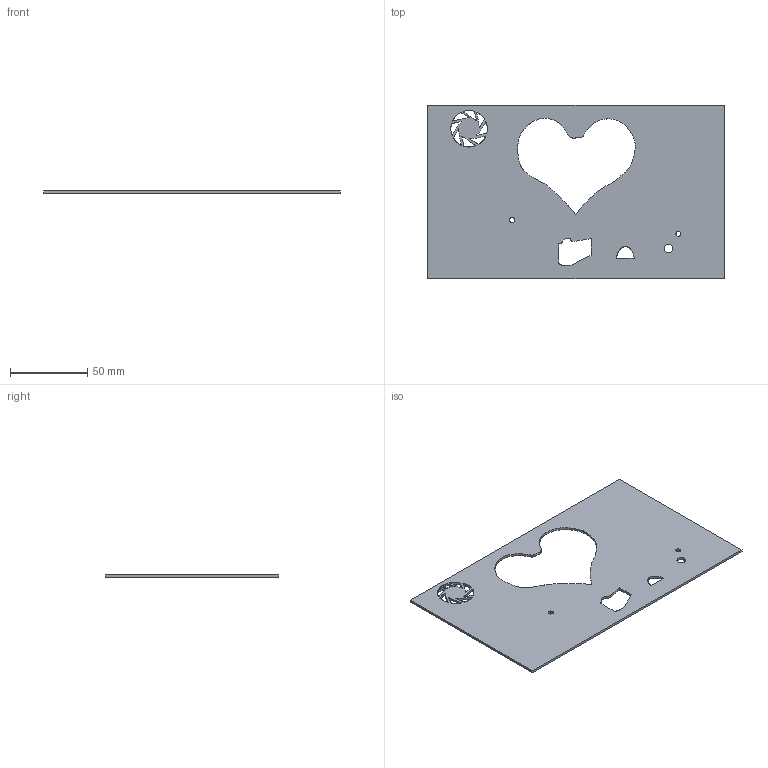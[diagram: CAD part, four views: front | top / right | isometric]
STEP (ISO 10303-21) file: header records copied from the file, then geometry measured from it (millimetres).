
FILE_DESCRIPTION(('KiCad electronic assembly'),'2;1');
FILE_NAME('proto-for-mfg-board-cutouts.step','2025-04-26T15:43:01',( 'Pcbnew'),('Kicad'),'Open CASCADE STEP processor 7.8', 'KiCad to STEP converter','Unknown');
FILE_SCHEMA(('AUTOMOTIVE_DESIGN { 1 0 10303 214 1 1 1 1 }'));
Length unit declared in the file: millimetre
Products named in the file (2): proto-for-mfg-board-cutouts 1; proto-for-mfg-board-cutouts_PCB
Assembly tree (1 placements, depth 2):
  proto-for-mfg-board-cutouts 1
    proto-for-mfg-board-cutouts_PCB
Bounding box: 191.36 x 111.88 x 1.51 mm (x, y, z)
Volume: 26907.8 mm3; surface area: 37406.5 mm2
Topology: 1 solids, 1 shells, 1088 faces, 3258 edges, 2172 vertices
Faces by surface type: plane 1085, cylinder 3
Full cylindrical faces by diameter (mm): 3.2 x1, 3.408 x1, 5.7 x1
Entity records: 35961 total; most frequent: CARTESIAN_POINT 6520, ORIENTED_EDGE 6516, DIRECTION 5444, EDGE_CURVE 3258, LINE 3252, VECTOR 3252, VERTEX_POINT 2172, FACE_BOUND 1116
